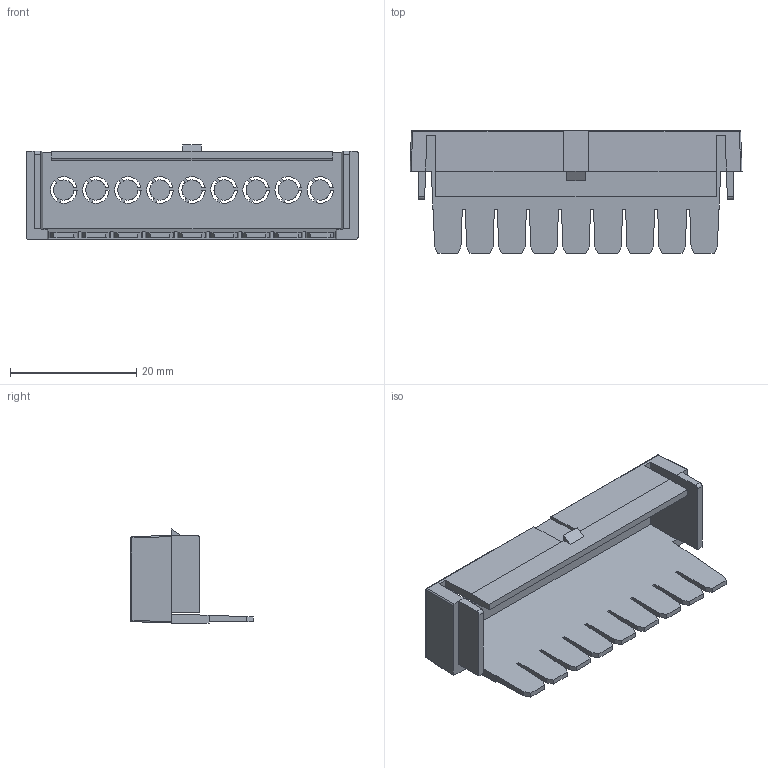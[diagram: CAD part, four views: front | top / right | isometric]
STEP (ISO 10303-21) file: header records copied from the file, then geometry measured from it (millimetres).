
FILE_DESCRIPTION((''),'2;1');
FILE_NAME('D6MG_GUARD','2015-03-05T',('Oleg'),(''),'CREO PARAMETRIC BY PTC INC, 2014440','CREO PARAMETRIC BY PTC INC, 2014440','');
FILE_SCHEMA(('CONFIG_CONTROL_DESIGN'));
Length unit declared in the file: millimetre
Products named in the file (1): D6MG_GUARD
Bounding box: 52.6 x 19.4 x 14.9 mm (x, y, z)
Volume: 2191.4 mm3; surface area: 4694.5 mm2
Topology: 1 solids, 1 shells, 232 faces, 666 edges, 445 vertices
Faces by surface type: plane 101, cylinder 73, torus 53, sphere 4, bspline 1
Entity records: 8347 total; most frequent: CARTESIAN_POINT 2285, ORIENTED_EDGE 1312, DIRECTION 1132, EDGE_CURVE 656, VERTEX_POINT 427, VECTOR 412, LINE 412, AXIS2_PLACEMENT_3D 360
